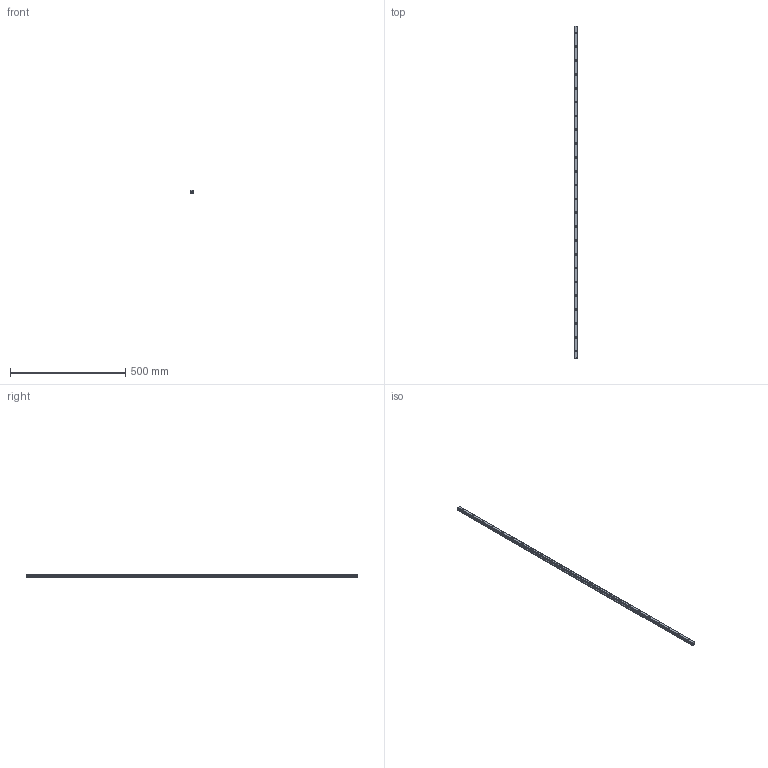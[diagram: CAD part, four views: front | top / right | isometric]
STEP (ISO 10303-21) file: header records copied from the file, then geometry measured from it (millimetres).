
FILE_DESCRIPTION(('STEP AP214'),'1');
FILE_NAME('cctmp_87773651-4910-424D-B88D-ABDCD35126E4_2020_4_23_10_42_52_319..stp','2020-04-23T08:42:52',('HIWIN GmbH'),('CADClick - www.CADClick.com'),'Spatial InterOp 3D',' ','unknown authorization');
FILE_SCHEMA(('AUTOMOTIVE_DESIGN'));
Length unit declared in the file: millimetre
Products named in the file (1): HGR15R1440H_FILE
Bounding box: 15 x 1440 x 15 mm (x, y, z)
Volume: 264574.4 mm3; surface area: 96061.4 mm2
Topology: 1 solids, 1 shells, 331 faces, 759 edges, 506 vertices
Faces by surface type: cylinder 170, plane 161
Entity records: 12145 total; most frequent: DIRECTION 1763, CARTESIAN_POINT 1597, ORIENTED_EDGE 1518, EDGE_CURVE 759, AXIS2_PLACEMENT_3D 672, VERTEX_POINT 506, LINE 419, VECTOR 419
